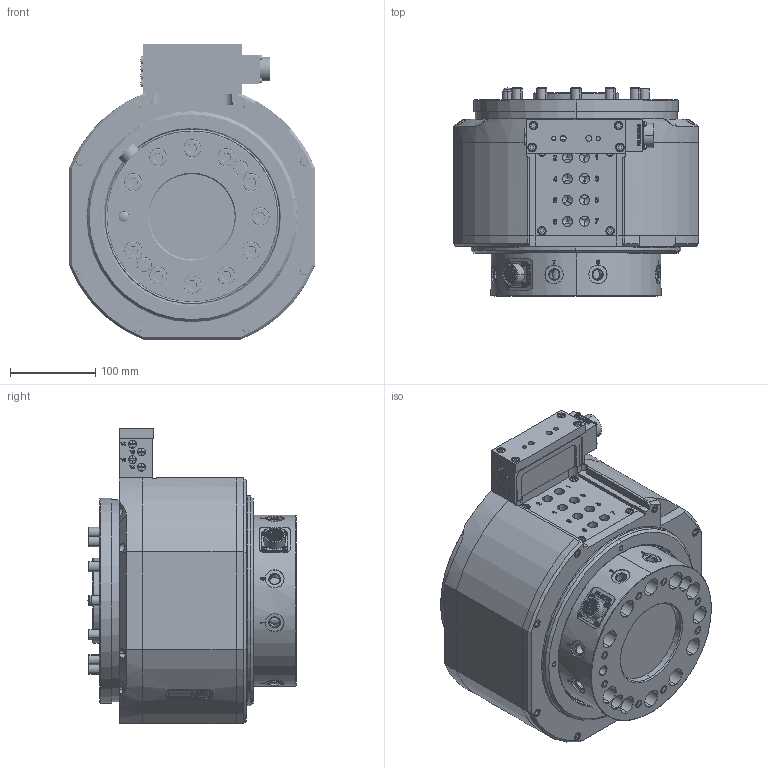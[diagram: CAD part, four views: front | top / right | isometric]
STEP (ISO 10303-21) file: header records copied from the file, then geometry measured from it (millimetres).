
FILE_DESCRIPTION (( 'STEP AP203' ), '1' );
FILE_NAME ('P1613A.STEP', '2018-11-27T09:10:06', ( '' ), ( '' ), 'SwSTEP 2.0', 'SolidWorks 2017', '' );
FILE_SCHEMA (( 'CONFIG_CONTROL_DESIGN' ));
Length unit declared in the file: millimetre
Products named in the file (1): P1613A
Bounding box: 288.03 x 243.8 x 346 mm (x, y, z)
Volume: 14460734.4 mm3; surface area: 1171671.6 mm2
Topology: 105 solids, 121 shells, 3775 faces, 8847 edges, 5605 vertices
Faces by surface type: plane 1555, cylinder 1111, cone 539, bspline 436, torus 110, sphere 24
Entity records: 132910 total; most frequent: CARTESIAN_POINT 47008, ORIENTED_EDGE 17506, DIRECTION 17407, EDGE_CURVE 8753, AXIS2_PLACEMENT_3D 6302, VERTEX_POINT 5622, LINE 4803, VECTOR 4803
